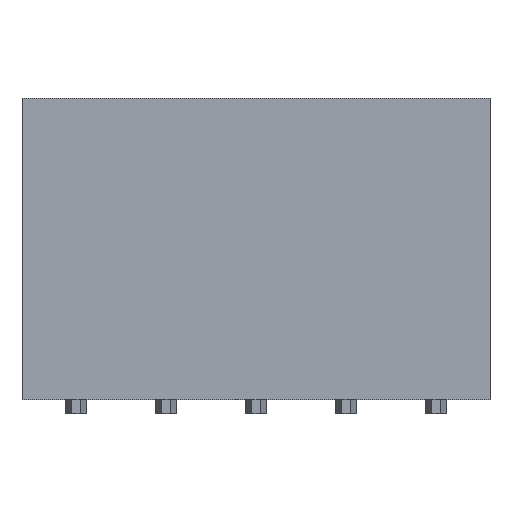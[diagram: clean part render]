
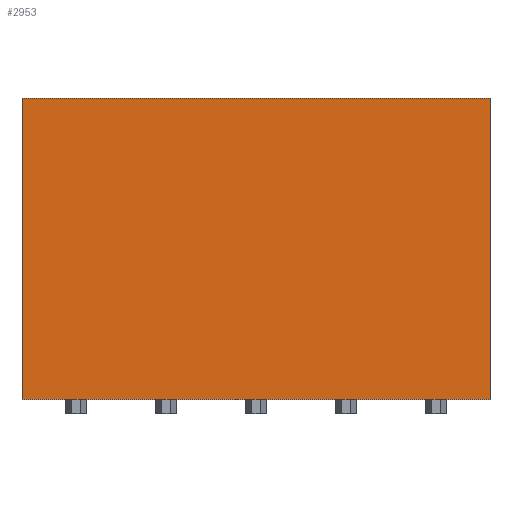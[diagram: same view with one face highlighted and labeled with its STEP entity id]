
A CAD part, top view. The second image highlights one B-rep face of the part: STEP entity #2953.
In plain terms, the highlighted planar face has unit normal (0, 0, 1).
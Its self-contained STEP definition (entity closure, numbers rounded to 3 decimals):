
#355=ORIENTED_EDGE('',*,*,#1097,.T.);
#356=ORIENTED_EDGE('',*,*,#1094,.F.);
#357=ORIENTED_EDGE('',*,*,#940,.F.);
#358=ORIENTED_EDGE('',*,*,#1084,.T.);
#940=EDGE_CURVE('',#1342,#1343,#1603,.T.);
#1084=EDGE_CURVE('',#1342,#1446,#1747,.T.);
#1094=EDGE_CURVE('',#1343,#1455,#1757,.T.);
#1097=EDGE_CURVE('',#1446,#1455,#1760,.T.);
#1342=VERTEX_POINT('',#4129);
#1343=VERTEX_POINT('',#4131);
#1446=VERTEX_POINT('',#4418);
#1455=VERTEX_POINT('',#4439);
#1603=LINE('',#4130,#2012);
#1747=LINE('',#4419,#2156);
#1757=LINE('',#4438,#2166);
#1760=LINE('',#4443,#2169);
#2012=VECTOR('',#3355,1000.);
#2156=VECTOR('',#3581,1000.);
#2166=VECTOR('',#3593,1000.);
#2169=VECTOR('',#3598,1000.);
#2441=EDGE_LOOP('',(#355,#356,#357,#358));
#2622=FACE_BOUND('',#2441,.T.);
#2792=PLANE('',#3153);
#2953=ADVANCED_FACE('',(#2622),#2792,.F.);
#3153=AXIS2_PLACEMENT_3D('',#4448,#3605,#3606);
#3355=DIRECTION('',(1.,0.,0.));
#3581=DIRECTION('',(0.,-1.,0.));
#3593=DIRECTION('',(0.,-1.,0.));
#3598=DIRECTION('',(1.,0.,0.));
#3605=DIRECTION('',(0.,0.,-1.));
#3606=DIRECTION('',(-1.,0.,0.));
#4129=CARTESIAN_POINT('',(0.,8.5,2.5));
#4130=CARTESIAN_POINT('',(0.,8.5,2.5));
#4131=CARTESIAN_POINT('',(13.2,8.5,2.5));
#4418=CARTESIAN_POINT('',(0.,0.,2.5));
#4419=CARTESIAN_POINT('',(0.,8.5,2.5));
#4438=CARTESIAN_POINT('',(13.2,8.5,2.5));
#4439=CARTESIAN_POINT('',(13.2,0.,2.5));
#4443=CARTESIAN_POINT('',(0.,0.,2.5));
#4448=CARTESIAN_POINT('',(0.,8.5,2.5));
